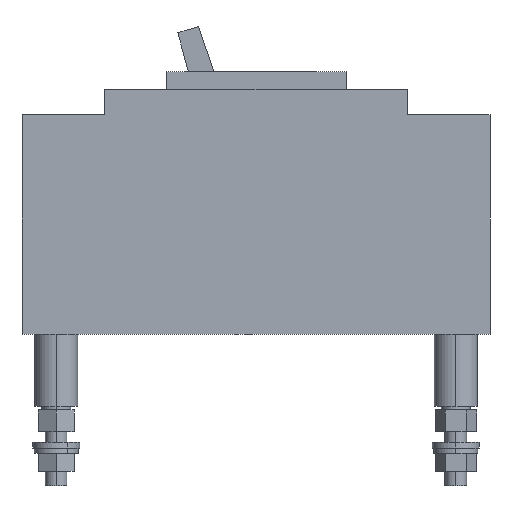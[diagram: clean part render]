
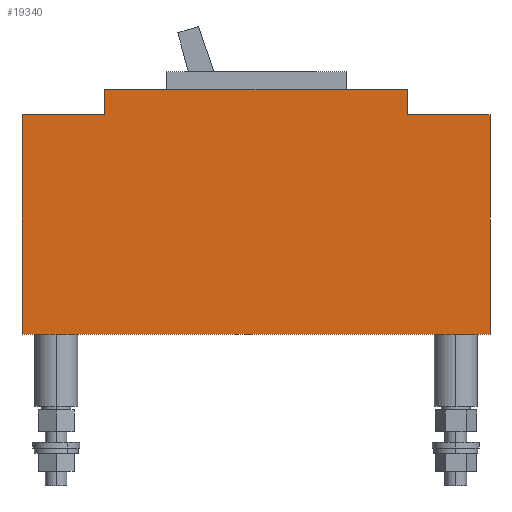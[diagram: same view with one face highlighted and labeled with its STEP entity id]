
A CAD part, left-side view. The second image highlights one B-rep face of the part: STEP entity #19340.
In plain terms, the highlighted planar face has unit normal (-1, 0, 0).
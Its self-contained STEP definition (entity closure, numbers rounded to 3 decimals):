
#18630=CARTESIAN_POINT('',(42.5,415.,0.));
#18640=DIRECTION('',(1.,-0.,0.));
#18650=DIRECTION('',(0.,0.,-1.));
#18660=AXIS2_PLACEMENT_3D('',#18630,#18640,#18650);
#18670=PLANE('',#18660);
#18680=CARTESIAN_POINT('',(42.5,285.,0.));
#18690=DIRECTION('',(0.,0.,-1.));
#18700=VECTOR('',#18690,1.);
#18710=LINE('',#18680,#18700);
#18720=CARTESIAN_POINT('',(42.5,285.,-12.));
#18730=VERTEX_POINT('',#18720);
#18740=CARTESIAN_POINT('',(42.5,285.,-73.));
#18750=VERTEX_POINT('',#18740);
#18760=EDGE_CURVE('',#18730,#18750,#18710,.T.);
#18770=ORIENTED_EDGE('',*,*,#18760,.F.);
#18780=CARTESIAN_POINT('',(42.5,0.,-73.));
#18790=DIRECTION('',(0.,1.,0.));
#18800=VECTOR('',#18790,1.);
#18810=LINE('',#18780,#18800);
#18820=CARTESIAN_POINT('',(42.5,415.,-73.));
#18830=VERTEX_POINT('',#18820);
#18840=EDGE_CURVE('',#18750,#18830,#18810,.T.);
#18850=ORIENTED_EDGE('',*,*,#18840,.F.);
#18860=CARTESIAN_POINT('',(42.5,415.,0.));
#18870=DIRECTION('',(0.,0.,1.));
#18880=VECTOR('',#18870,1.);
#18890=LINE('',#18860,#18880);
#18900=CARTESIAN_POINT('',(42.5,415.,-12.));
#18910=VERTEX_POINT('',#18900);
#18920=EDGE_CURVE('',#18830,#18910,#18890,.T.);
#18930=ORIENTED_EDGE('',*,*,#18920,.F.);
#18940=CARTESIAN_POINT('',(42.5,0.,-12.));
#18950=DIRECTION('',(0.,-1.,0.));
#18960=VECTOR('',#18950,1.);
#18970=LINE('',#18940,#18960);
#18980=CARTESIAN_POINT('',(42.5,392.,-12.));
#18990=VERTEX_POINT('',#18980);
#19000=EDGE_CURVE('',#18910,#18990,#18970,.T.);
#19010=ORIENTED_EDGE('',*,*,#19000,.F.);
#19020=CARTESIAN_POINT('',(42.5,392.,0.));
#19030=DIRECTION('',(0.,0.,1.));
#19040=VECTOR('',#19030,1.);
#19050=LINE('',#19020,#19040);
#19060=CARTESIAN_POINT('',(42.5,392.,-5.));
#19070=VERTEX_POINT('',#19060);
#19080=EDGE_CURVE('',#18990,#19070,#19050,.T.);
#19090=ORIENTED_EDGE('',*,*,#19080,.F.);
#19100=CARTESIAN_POINT('',(42.5,0.,-5.));
#19110=DIRECTION('',(0.,1.,0.));
#19120=VECTOR('',#19110,1.);
#19130=LINE('',#19100,#19120);
#19140=CARTESIAN_POINT('',(42.5,308.,-5.));
#19150=VERTEX_POINT('',#19140);
#19160=EDGE_CURVE('',#19150,#19070,#19130,.T.);
#19170=ORIENTED_EDGE('',*,*,#19160,.T.);
#19180=CARTESIAN_POINT('',(42.5,308.,0.));
#19190=DIRECTION('',(0.,0.,-1.));
#19200=VECTOR('',#19190,1.);
#19210=LINE('',#19180,#19200);
#19220=CARTESIAN_POINT('',(42.5,308.,-12.));
#19230=VERTEX_POINT('',#19220);
#19240=EDGE_CURVE('',#19150,#19230,#19210,.T.);
#19250=ORIENTED_EDGE('',*,*,#19240,.F.);
#19260=CARTESIAN_POINT('',(42.5,0.,-12.));
#19270=DIRECTION('',(0.,-1.,0.));
#19280=VECTOR('',#19270,1.);
#19290=LINE('',#19260,#19280);
#19300=EDGE_CURVE('',#19230,#18730,#19290,.T.);
#19310=ORIENTED_EDGE('',*,*,#19300,.F.);
#19320=EDGE_LOOP('',(#19310,#19250,#19170,#19090,#19010,#18930,#18850,
#18770));
#19330=FACE_OUTER_BOUND('',#19320,.T.);
#19340=ADVANCED_FACE('',(#19330),#18670,.F.);
